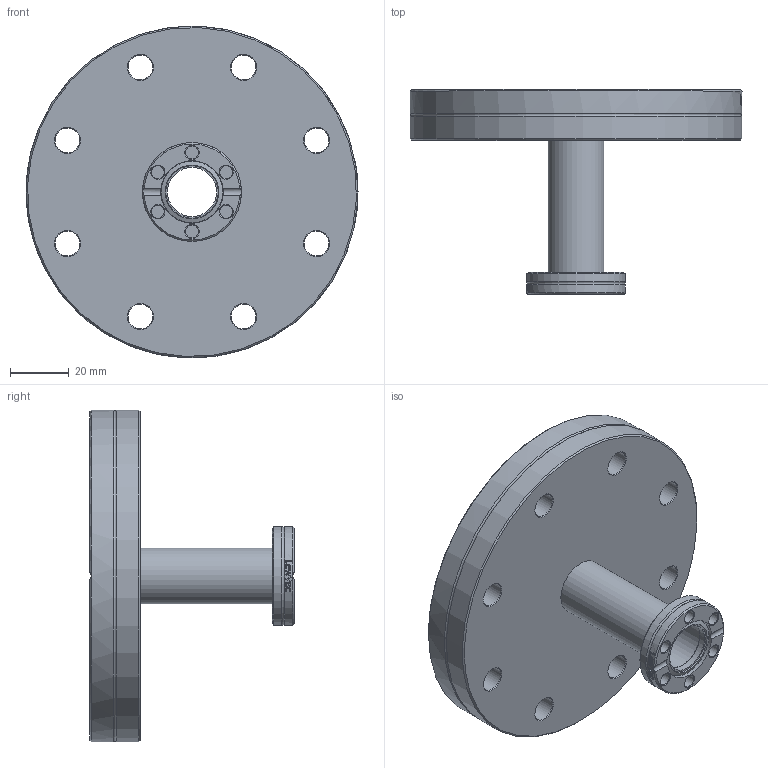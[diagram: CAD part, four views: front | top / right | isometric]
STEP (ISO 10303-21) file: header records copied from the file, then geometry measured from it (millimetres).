
FILE_DESCRIPTION(/* description */ (''),/* implementation_level */ '2;1');
FILE_NAME(/* name */ 'FL-SR63CF-16CF.stp',/* time_stamp */ '2018-01-24T14:40:12+00:00',/* author */ ('paul'),/* organization */ (''),/* preprocessor_version */ 'ST-DEVELOPER v16.13',/* originating_system */ 'Autodesk Inventor 2018',/* authorisation */ '');
FILE_SCHEMA (('AUTOMOTIVE_DESIGN { 1 0 10303 214 3 1 1 }'));
Length unit declared in the file: millimetre
Products named in the file (6): FL-SR63CF-16CF; FL-63CF; FL-16CFR-19; FL-16CF-OUT; FL-16CF-INB19.0; tube
Assembly tree (5 placements, depth 3):
  FL-SR63CF-16CF
    FL-63CF
    FL-16CFR-19
      FL-16CF-OUT
      FL-16CF-INB19.0
    tube
Bounding box: 113.5 x 70 x 113.49 mm (x, y, z)
Volume: 163770 mm3; surface area: 41228 mm2
Topology: 4 solids, 4 shells, 268 faces, 705 edges, 462 vertices
Faces by surface type: bspline 94, plane 85, cylinder 47, cone 40, torus 2
Full cylindrical faces by diameter (mm): 4.4 x6, 8.4 x8, 16.8 x1, 17.2 x1, 19.1 x3, 19.2 x1, 21.1 x1, 21.4 x1, 33.8 x2, 82.5 x1, 113.5 x2
Entity records: 20930 total; most frequent: CARTESIAN_POINT 14826, ORIENTED_EDGE 1244, DIRECTION 1028, EDGE_CURVE 622, VERTEX_POINT 444, AXIS2_PLACEMENT_3D 401, EDGE_LOOP 386, FACE_OUTER_BOUND 268
